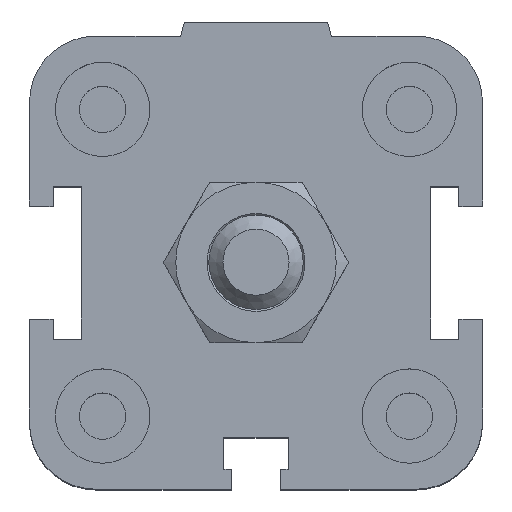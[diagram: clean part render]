
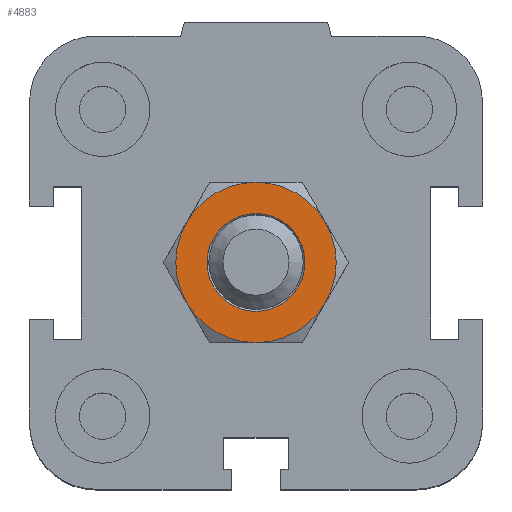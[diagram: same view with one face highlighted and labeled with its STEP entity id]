
A CAD part, top view. The second image highlights one B-rep face of the part: STEP entity #4883.
In plain terms, the highlighted face is planar.
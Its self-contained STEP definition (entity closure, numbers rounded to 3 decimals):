
#4766=CARTESIAN_POINT('',(-5.188,0.,0.0));
#4767=VERTEX_POINT('',#4766);
#4768=CARTESIAN_POINT('',(0.0,0.0,0.0));
#4769=DIRECTION('',(0.0,0.0,-1.0));
#4770=DIRECTION('',(1.0,0.0,0.0));
#4771=AXIS2_PLACEMENT_3D('',#4768,#4769,#4770);
#4772=CIRCLE('',#4771,5.188);
#4773=EDGE_CURVE('',#4767,#4767,#4772,.T.);
#4819=CARTESIAN_POINT('',(0.,0.,0.0));
#4820=DIRECTION('',(0.0,0.0,1.0));
#4821=DIRECTION('',(1.0,0.0,0.0));
#4822=AXIS2_PLACEMENT_3D('',#4819,#4820,#4821);
#4823=PLANE('',#4822);
#4824=CARTESIAN_POINT('',(0.,8.5,0.0));
#4825=VERTEX_POINT('',#4824);
#4826=CARTESIAN_POINT('',(7.361,4.25,0.0));
#4827=VERTEX_POINT('',#4826);
#4828=CARTESIAN_POINT('',(0.0,0.0,0.0));
#4829=DIRECTION('',(0.,0.,-1.));
#4830=DIRECTION('',(-0.866,-0.5,0.));
#4831=AXIS2_PLACEMENT_3D('',#4828,#4829,#4830);
#4832=CIRCLE('',#4831,8.5);
#4833=EDGE_CURVE('',#4825,#4827,#4832,.T.);
#4834=ORIENTED_EDGE('',*,*,#4833,.T.);
#4835=CARTESIAN_POINT('',(7.361,-4.25,0.0));
#4836=VERTEX_POINT('',#4835);
#4837=CARTESIAN_POINT('',(0.0,0.0,0.0));
#4838=DIRECTION('',(0.,0.,-1.));
#4839=DIRECTION('',(-0.866,-0.5,0.));
#4840=AXIS2_PLACEMENT_3D('',#4837,#4838,#4839);
#4841=CIRCLE('',#4840,8.5);
#4842=EDGE_CURVE('',#4827,#4836,#4841,.T.);
#4843=ORIENTED_EDGE('',*,*,#4842,.T.);
#4844=CARTESIAN_POINT('',(0.,-8.5,0.0));
#4845=VERTEX_POINT('',#4844);
#4846=CARTESIAN_POINT('',(0.0,0.0,0.0));
#4847=DIRECTION('',(0.,0.,-1.));
#4848=DIRECTION('',(-0.866,-0.5,0.));
#4849=AXIS2_PLACEMENT_3D('',#4846,#4847,#4848);
#4850=CIRCLE('',#4849,8.5);
#4851=EDGE_CURVE('',#4836,#4845,#4850,.T.);
#4852=ORIENTED_EDGE('',*,*,#4851,.T.);
#4853=CARTESIAN_POINT('',(-7.361,-4.25,0.0));
#4854=VERTEX_POINT('',#4853);
#4855=CARTESIAN_POINT('',(0.0,0.0,0.0));
#4856=DIRECTION('',(0.,0.,-1.));
#4857=DIRECTION('',(-0.866,-0.5,0.));
#4858=AXIS2_PLACEMENT_3D('',#4855,#4856,#4857);
#4859=CIRCLE('',#4858,8.5);
#4860=EDGE_CURVE('',#4845,#4854,#4859,.T.);
#4861=ORIENTED_EDGE('',*,*,#4860,.T.);
#4862=CARTESIAN_POINT('',(-7.361,4.25,0.0));
#4863=VERTEX_POINT('',#4862);
#4864=CARTESIAN_POINT('',(0.0,0.0,0.0));
#4865=DIRECTION('',(0.,0.,-1.));
#4866=DIRECTION('',(-0.866,-0.5,0.));
#4867=AXIS2_PLACEMENT_3D('',#4864,#4865,#4866);
#4868=CIRCLE('',#4867,8.5);
#4869=EDGE_CURVE('',#4854,#4863,#4868,.T.);
#4870=ORIENTED_EDGE('',*,*,#4869,.T.);
#4871=CARTESIAN_POINT('',(0.0,0.0,0.0));
#4872=DIRECTION('',(0.,0.,-1.));
#4873=DIRECTION('',(-0.866,-0.5,0.));
#4874=AXIS2_PLACEMENT_3D('',#4871,#4872,#4873);
#4875=CIRCLE('',#4874,8.5);
#4876=EDGE_CURVE('',#4863,#4825,#4875,.T.);
#4877=ORIENTED_EDGE('',*,*,#4876,.T.);
#4878=EDGE_LOOP('',(#4834,#4843,#4852,#4861,#4870,#4877));
#4879=FACE_OUTER_BOUND('',#4878,.T.);
#4880=ORIENTED_EDGE('',*,*,#4773,.F.);
#4881=EDGE_LOOP('',(#4880));
#4882=FACE_BOUND('',#4881,.T.);
#4883=ADVANCED_FACE('',(#4879,#4882),#4823,.F.);
